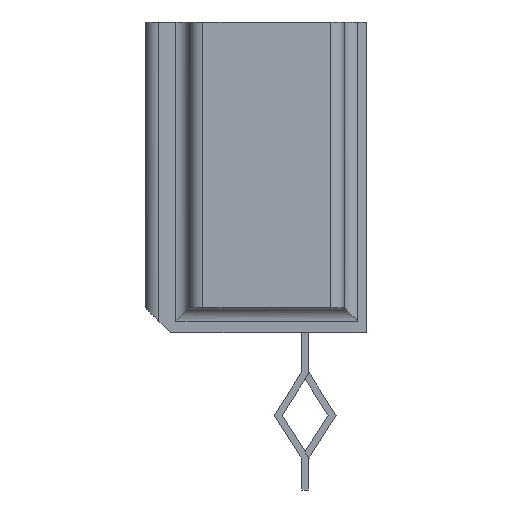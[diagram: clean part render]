
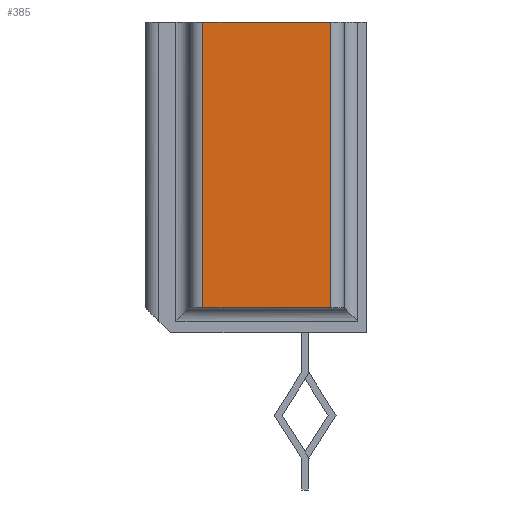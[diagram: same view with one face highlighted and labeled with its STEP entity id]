
A CAD part, left-side view. The second image highlights one B-rep face of the part: STEP entity #385.
In plain terms, the highlighted planar face has unit normal (-1, 0, 0).
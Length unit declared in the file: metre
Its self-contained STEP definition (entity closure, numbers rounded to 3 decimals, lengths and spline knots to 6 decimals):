
#385=ADVANCED_FACE('0:66',(#750),#751,.T.);
#750=FACE_OUTER_BOUND('',#1325,.T.);
#751=PLANE('',#1326);
#1325=EDGE_LOOP('',(#2034,#2035,#2036,#2037));
#1326=AXIS2_PLACEMENT_3D('',#2038,#2039,#2040);
#2034=ORIENTED_EDGE('',*,*,#3658,.F.);
#2035=ORIENTED_EDGE('',*,*,#3659,.T.);
#2036=ORIENTED_EDGE('',*,*,#3660,.T.);
#2037=ORIENTED_EDGE('',*,*,#3661,.T.);
#2038=CARTESIAN_POINT('',(-0.00244,0.0,0.));
#2039=DIRECTION('',(-1.0,0.0,0.0));
#2040=DIRECTION('',(0.0,0.0,1.0));
#3658=EDGE_CURVE('0:2694',#5340,#5341,#5342,.T.);
#3659=EDGE_CURVE('0:2697',#5340,#5343,#5344,.T.);
#3660=EDGE_CURVE('0:2352',#5343,#5345,#5346,.T.);
#3661=EDGE_CURVE('0:2700',#5345,#5341,#5347,.T.);
#5340=VERTEX_POINT('NONE',#6516);
#5341=VERTEX_POINT('NONE',#6517);
#5342=LINE('',#6518,#6519);
#5343=VERTEX_POINT('NONE',#6520);
#5344=LINE('',#6521,#6522);
#5345=VERTEX_POINT('NONE',#6523);
#5346=LINE('',#6524,#6525);
#5347=LINE('',#6526,#6527);
#6516=CARTESIAN_POINT('',(-0.00244,-0.001665,0.000566));
#6517=CARTESIAN_POINT('',(-0.00244,0.001184,0.000566));
#6518=CARTESIAN_POINT('',(-0.00244,-0.002465,0.000566));
#6519=VECTOR('',#8277,1.0);
#6520=CARTESIAN_POINT('',(-0.00244,-0.001665,0.00693));
#6521=CARTESIAN_POINT('',(-0.00244,-0.001665,0.));
#6522=VECTOR('',#8278,1.0);
#6523=CARTESIAN_POINT('',(-0.00244,0.001184,0.00693));
#6524=CARTESIAN_POINT('',(-0.00244,0.0,0.00693));
#6525=VECTOR('',#8279,1.0);
#6526=CARTESIAN_POINT('',(-0.00244,0.001184,0.000566));
#6527=VECTOR('',#8280,1.0);
#8277=DIRECTION('',(0.0,1.0,0.0));
#8278=DIRECTION('',(0.0,0.,1.0));
#8279=DIRECTION('',(0.0,1.0,0.0));
#8280=DIRECTION('',(0.0,0.,-1.0));
